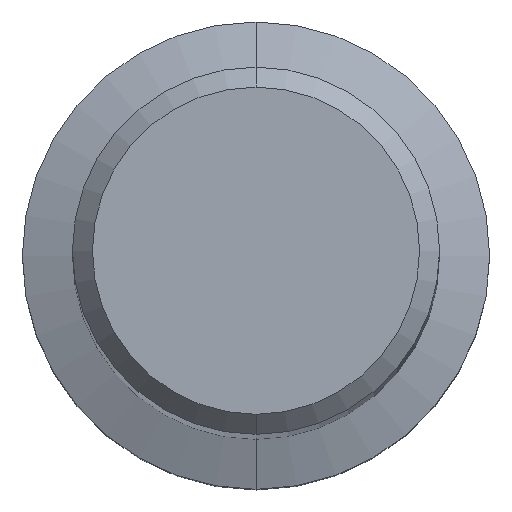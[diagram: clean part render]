
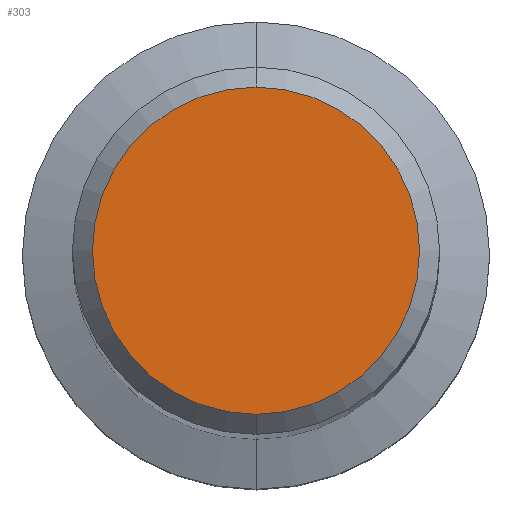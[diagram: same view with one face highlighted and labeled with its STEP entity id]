
A CAD part, top view. The second image highlights one B-rep face of the part: STEP entity #303.
In plain terms, the highlighted planar face has unit normal (0, 0, 1).
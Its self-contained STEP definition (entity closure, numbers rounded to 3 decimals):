
#279=VERTEX_POINT('',#638);
#303=ADVANCED_FACE('',(#665),#666,.T.);
#309=EDGE_CURVE('',#279,#347,#672,.T.);
#347=VERTEX_POINT('',#717);
#369=EDGE_CURVE('',#347,#279,#742,.T.);
#638=CARTESIAN_POINT('',(0.,-4.9,0.0));
#665=FACE_OUTER_BOUND('',#1152,.T.);
#666=PLANE('',#1153);
#672=CIRCLE('',#1171,4.9);
#717=CARTESIAN_POINT('',(0.0,4.9,0.0));
#742=CIRCLE('',#1316,4.9);
#1152=EDGE_LOOP('',(#1771,#1772));
#1153=AXIS2_PLACEMENT_3D('',#1773,#1774,#1775);
#1171=AXIS2_PLACEMENT_3D('',#1779,#1780,#1781);
#1316=AXIS2_PLACEMENT_3D('',#1888,#1889,#1890);
#1771=ORIENTED_EDGE('',*,*,#369,.F.);
#1772=ORIENTED_EDGE('',*,*,#309,.F.);
#1773=CARTESIAN_POINT('',(0.0,2.45,0.0));
#1774=DIRECTION('',(-0.0,0.0,1.0));
#1775=DIRECTION('',(0.0,-1.0,0.0));
#1779=CARTESIAN_POINT('',(0.0,0.0,0.0));
#1780=DIRECTION('',(0.0,0.0,-1.0));
#1781=DIRECTION('',(0.0,1.0,0.0));
#1888=CARTESIAN_POINT('',(0.0,0.0,0.0));
#1889=DIRECTION('',(0.0,0.0,-1.0));
#1890=DIRECTION('',(0.0,1.0,0.0));
